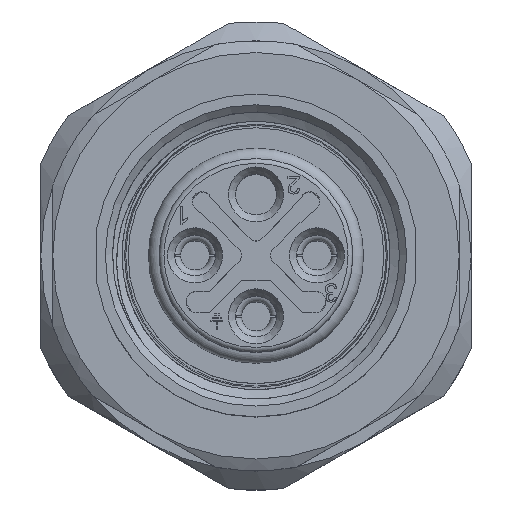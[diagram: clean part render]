
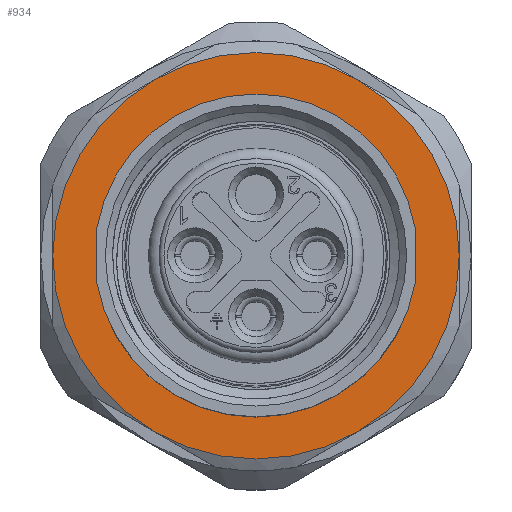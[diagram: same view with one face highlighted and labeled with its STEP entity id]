
A CAD part, top view. The second image highlights one B-rep face of the part: STEP entity #934.
In plain terms, the highlighted planar face has unit normal (0, 0, 1).
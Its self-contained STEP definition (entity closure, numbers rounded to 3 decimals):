
#66=PLANE('',#4887);
#181=LINE('',#7561,#399);
#182=LINE('',#7566,#400);
#399=VECTOR('',#5378,1.);
#400=VECTOR('',#5381,1.);
#934=ADVANCED_FACE('',(#1613,#1614),#66,.T.);
#1613=FACE_BOUND('',#1776,.T.);
#1614=FACE_BOUND('',#1777,.T.);
#1776=EDGE_LOOP('',(#2179,#2180,#2181,#2182,#2183,#2184));
#1777=EDGE_LOOP('',(#2185,#2186,#2187,#2188));
#2179=ORIENTED_EDGE('',*,*,#4010,.T.);
#2180=ORIENTED_EDGE('',*,*,#4011,.T.);
#2181=ORIENTED_EDGE('',*,*,#4012,.T.);
#2182=ORIENTED_EDGE('',*,*,#4013,.T.);
#2183=ORIENTED_EDGE('',*,*,#4014,.T.);
#2184=ORIENTED_EDGE('',*,*,#4015,.T.);
#2185=ORIENTED_EDGE('',*,*,#4016,.T.);
#2186=ORIENTED_EDGE('',*,*,#4017,.T.);
#2187=ORIENTED_EDGE('',*,*,#4018,.T.);
#2188=ORIENTED_EDGE('',*,*,#4019,.T.);
#3543=VERTEX_POINT('',#7550);
#3544=VERTEX_POINT('',#7551);
#3545=VERTEX_POINT('',#7553);
#3546=VERTEX_POINT('',#7555);
#3547=VERTEX_POINT('',#7557);
#3548=VERTEX_POINT('',#7559);
#3549=VERTEX_POINT('',#7562);
#3550=VERTEX_POINT('',#7563);
#3551=VERTEX_POINT('',#7565);
#3552=VERTEX_POINT('',#7567);
#4010=EDGE_CURVE('',#3543,#3544,#4688,.T.);
#4011=EDGE_CURVE('',#3544,#3545,#4689,.T.);
#4012=EDGE_CURVE('',#3545,#3546,#4690,.T.);
#4013=EDGE_CURVE('',#3546,#3547,#4691,.T.);
#4014=EDGE_CURVE('',#3547,#3548,#4692,.T.);
#4015=EDGE_CURVE('',#3548,#3543,#4693,.T.);
#4016=EDGE_CURVE('',#3549,#3550,#181,.T.);
#4017=EDGE_CURVE('',#3550,#3551,#4694,.T.);
#4018=EDGE_CURVE('',#3551,#3552,#182,.T.);
#4019=EDGE_CURVE('',#3552,#3549,#4695,.T.);
#4688=CIRCLE('',#4879,8.5);
#4689=CIRCLE('',#4880,8.5);
#4690=CIRCLE('',#4881,8.5);
#4691=CIRCLE('',#4882,8.5);
#4692=CIRCLE('',#4883,8.5);
#4693=CIRCLE('',#4884,8.5);
#4694=CIRCLE('',#4885,6.75);
#4695=CIRCLE('',#4886,6.75);
#4879=AXIS2_PLACEMENT_3D('',#7549,#5366,#5367);
#4880=AXIS2_PLACEMENT_3D('',#7552,#5368,#5369);
#4881=AXIS2_PLACEMENT_3D('',#7554,#5370,#5371);
#4882=AXIS2_PLACEMENT_3D('',#7556,#5372,#5373);
#4883=AXIS2_PLACEMENT_3D('',#7558,#5374,#5375);
#4884=AXIS2_PLACEMENT_3D('',#7560,#5376,#5377);
#4885=AXIS2_PLACEMENT_3D('',#7564,#5379,#5380);
#4886=AXIS2_PLACEMENT_3D('',#7568,#5382,#5383);
#4887=AXIS2_PLACEMENT_3D('',#7569,#5384,#5385);
#5366=DIRECTION('',(0.,0.,1.));
#5367=DIRECTION('',(0.5,0.866,0.));
#5368=DIRECTION('',(0.,0.,1.));
#5369=DIRECTION('',(-0.5,0.866,0.));
#5370=DIRECTION('',(0.,0.,1.));
#5371=DIRECTION('',(-1.,0.,0.));
#5372=DIRECTION('',(0.,0.,1.));
#5373=DIRECTION('',(-0.5,-0.866,0.));
#5374=DIRECTION('',(0.,0.,1.));
#5375=DIRECTION('',(0.5,-0.866,0.));
#5376=DIRECTION('',(0.,0.,1.));
#5377=DIRECTION('',(1.,0.,0.));
#5378=DIRECTION('',(0.,-1.,0.));
#5379=DIRECTION('',(0.,0.,-1.));
#5380=DIRECTION('',(0.985,-0.171,0.));
#5381=DIRECTION('',(0.,1.,0.));
#5382=DIRECTION('',(0.,0.,-1.));
#5383=DIRECTION('',(-0.985,0.171,0.));
#5384=DIRECTION('',(0.,0.,1.));
#5385=DIRECTION('',(1.,0.,0.));
#7549=CARTESIAN_POINT('',(0.,0.,1.));
#7550=CARTESIAN_POINT('',(4.25,7.361,1.));
#7551=CARTESIAN_POINT('',(-4.25,7.361,1.));
#7552=CARTESIAN_POINT('',(0.,0.,1.));
#7553=CARTESIAN_POINT('',(-8.5,0.,1.));
#7554=CARTESIAN_POINT('',(0.,0.,1.));
#7555=CARTESIAN_POINT('',(-4.25,-7.361,1.));
#7556=CARTESIAN_POINT('',(0.,0.,1.));
#7557=CARTESIAN_POINT('',(4.25,-7.361,1.));
#7558=CARTESIAN_POINT('',(0.,0.,1.));
#7559=CARTESIAN_POINT('',(8.5,0.,1.));
#7560=CARTESIAN_POINT('',(0.,0.,1.));
#7561=CARTESIAN_POINT('',(6.65,1.158,1.));
#7562=CARTESIAN_POINT('',(6.65,1.158,1.));
#7563=CARTESIAN_POINT('',(6.65,-1.158,1.));
#7564=CARTESIAN_POINT('',(0.,0.,1.));
#7565=CARTESIAN_POINT('',(-6.65,-1.158,1.));
#7566=CARTESIAN_POINT('',(-6.65,-1.158,1.));
#7567=CARTESIAN_POINT('',(-6.65,1.158,1.));
#7568=CARTESIAN_POINT('',(0.,0.,1.));
#7569=CARTESIAN_POINT('',(7.75,0.,1.));
